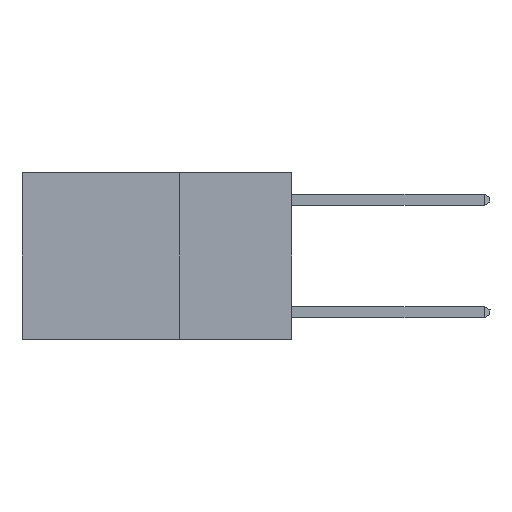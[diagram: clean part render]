
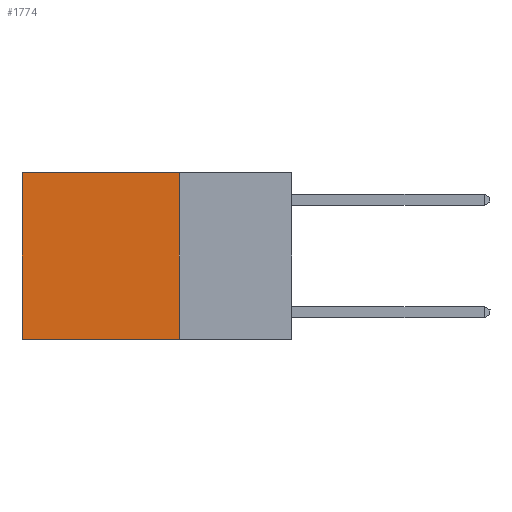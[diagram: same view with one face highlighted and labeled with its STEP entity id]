
A CAD part, left-side view. The second image highlights one B-rep face of the part: STEP entity #1774.
In plain terms, the highlighted planar face has unit normal (-1, 0, 0).
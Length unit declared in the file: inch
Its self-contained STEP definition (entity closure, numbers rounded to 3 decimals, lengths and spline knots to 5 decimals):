
#105 = ORIENTED_EDGE ( 'NONE', *, *, #1637, .T. ) ;
#291 = DIRECTION ( 'NONE',  ( 0., 1., 0. ) ) ;
#481 = AXIS2_PLACEMENT_3D ( 'NONE', #7158, #1920, #7188 ) ;
#746 = DIRECTION ( 'NONE',  ( 0., 0., -1. ) ) ;
#776 = CARTESIAN_POINT ( 'NONE',  ( 0.2625, 0.25, -0.37 ) ) ;
#1038 = PLANE ( 'NONE',  #481 ) ;
#1637 = EDGE_CURVE ( 'NONE', #9560, #4673, #3367, .T. ) ;
#1774 = ADVANCED_FACE ( 'NONE', ( #8926 ), #1038, .F. ) ;
#1819 = ORIENTED_EDGE ( 'NONE', *, *, #2356, .F. ) ;
#1882 = EDGE_LOOP ( 'NONE', ( #105, #6851, #1819, #5650 ) ) ;
#1920 = DIRECTION ( 'NONE',  ( 1., 0., 0. ) ) ;
#2356 = EDGE_CURVE ( 'NONE', #5735, #7115, #6713, .T. ) ;
#2703 = VECTOR ( 'NONE', #4879, 39.37008 ) ;
#3172 = CARTESIAN_POINT ( 'NONE',  ( 0.2625, 0.6, 0. ) ) ;
#3367 = LINE ( 'NONE', #3172, #9261 ) ;
#3523 = VECTOR ( 'NONE', #291, 39.37008 ) ;
#3598 = CARTESIAN_POINT ( 'NONE',  ( 0.2625, 0.25, 0. ) ) ;
#3969 = CARTESIAN_POINT ( 'NONE',  ( 0.2625, 0.6, 0. ) ) ;
#4061 = EDGE_CURVE ( 'NONE', #7115, #4673, #8491, .T. ) ;
#4076 = CARTESIAN_POINT ( 'NONE',  ( 0.2625, 0.25, -0.37 ) ) ;
#4673 = VERTEX_POINT ( 'NONE', #9142 ) ;
#4879 = DIRECTION ( 'NONE',  ( 0., 1., 0. ) ) ;
#5059 = VECTOR ( 'NONE', #746, 39.37008 ) ;
#5650 = ORIENTED_EDGE ( 'NONE', *, *, #6481, .T. ) ;
#5735 = VERTEX_POINT ( 'NONE', #8125 ) ;
#6269 = CARTESIAN_POINT ( 'NONE',  ( 0.2625, 0.25, 0. ) ) ;
#6481 = EDGE_CURVE ( 'NONE', #5735, #9560, #9387, .T. ) ;
#6713 = LINE ( 'NONE', #6269, #5059 ) ;
#6851 = ORIENTED_EDGE ( 'NONE', *, *, #4061, .F. ) ;
#7115 = VERTEX_POINT ( 'NONE', #776 ) ;
#7158 = CARTESIAN_POINT ( 'NONE',  ( 0.2625, 0.25, 0. ) ) ;
#7188 = DIRECTION ( 'NONE',  ( 0., 0., -1. ) ) ;
#8125 = CARTESIAN_POINT ( 'NONE',  ( 0.2625, 0.25, 0. ) ) ;
#8221 = DIRECTION ( 'NONE',  ( 0., 0., -1. ) ) ;
#8491 = LINE ( 'NONE', #4076, #2703 ) ;
#8926 = FACE_OUTER_BOUND ( 'NONE', #1882, .T. ) ;
#9142 = CARTESIAN_POINT ( 'NONE',  ( 0.2625, 0.6, -0.37 ) ) ;
#9261 = VECTOR ( 'NONE', #8221, 39.37008 ) ;
#9387 = LINE ( 'NONE', #3598, #3523 ) ;
#9560 = VERTEX_POINT ( 'NONE', #3969 ) ;
